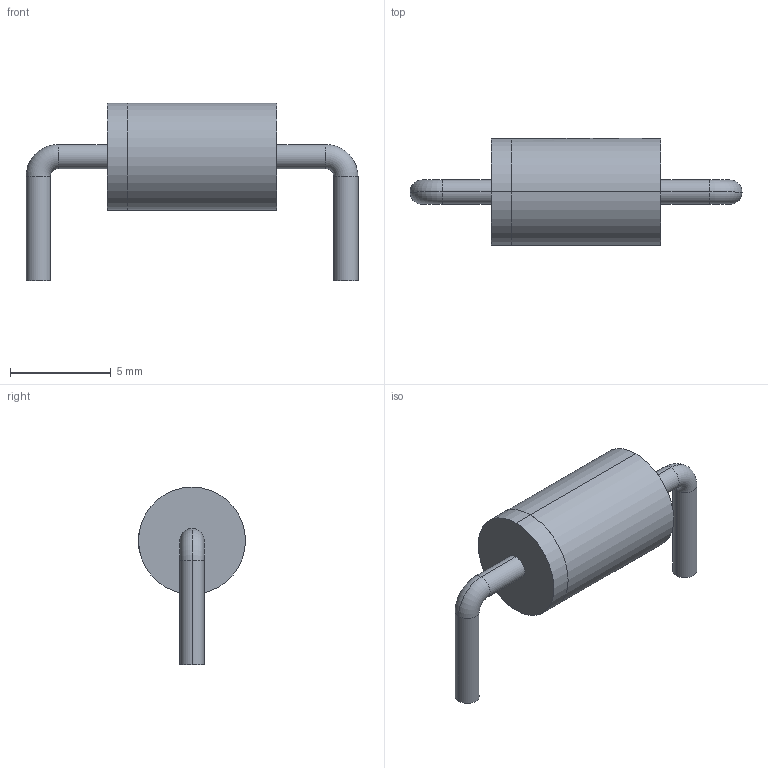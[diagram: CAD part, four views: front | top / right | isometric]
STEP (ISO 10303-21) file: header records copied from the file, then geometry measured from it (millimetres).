
FILE_DESCRIPTION (( 'STEP AP214' ), '1' );
FILE_NAME ('DO-201AD_D5.3-L8.4-P15.24.step', '2022-07-04T10:19:41', ( '' ), ( '' ), 'SwSTEP 2.0', 'SolidWorks 2020', '' );
FILE_SCHEMA (( 'AUTOMOTIVE_DESIGN' ));
Length unit declared in the file: millimetre
Products named in the file (1): DO-201AD_D5.3-L8.4-P15.24
Bounding box: 16.44 x 5.3 x 8.8 mm (x, y, z)
Volume: 206 mm3; surface area: 253 mm2
Topology: 1 solids, 1 shells, 245 faces, 655 edges, 434 vertices
Faces by surface type: plane 112, bspline 98, cylinder 31, torus 4
Entity records: 11978 total; most frequent: CARTESIAN_POINT 4411, ORIENTED_EDGE 1310, EDGE_CURVE 655, DIRECTION 569, VERTEX_POINT 434, EDGE_LOOP 267, UNCERTAINTY_MEASURE_WITH_UNIT 248, SURFACE_STYLE_FILL_AREA 247
